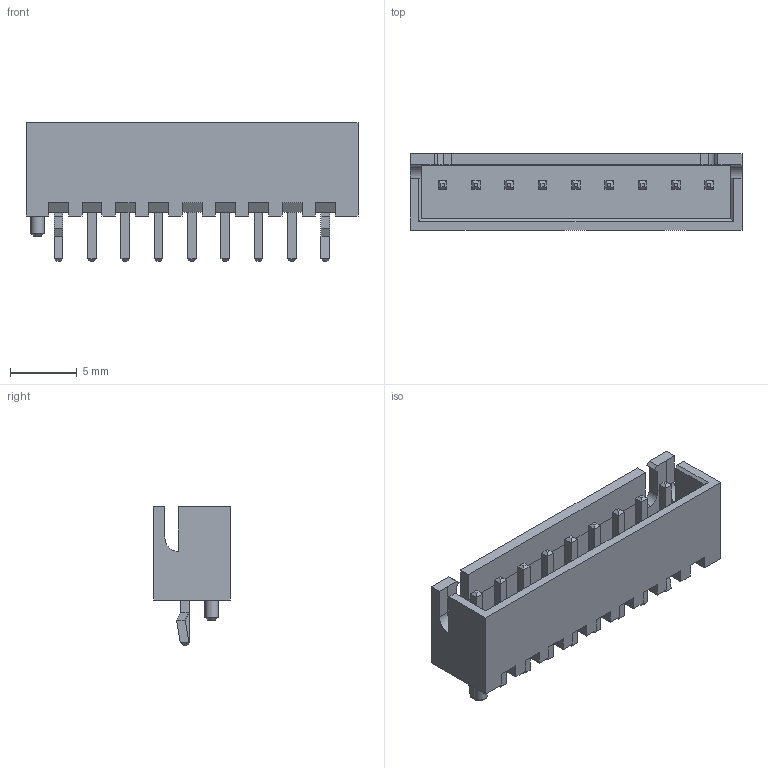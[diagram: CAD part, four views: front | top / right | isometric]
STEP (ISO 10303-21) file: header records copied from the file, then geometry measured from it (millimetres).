
FILE_DESCRIPTION(('FreeCAD Model'),'2;1');
FILE_NAME('JST_XH_B9B_XH_AM_1x09_P2_50mm_Vertical_cp.step','2020-08-28T14:27:58',( 'kicad StepUp'),('ksu MCAD'),'Open CASCADE STEP processor 7.3', 'FreeCAD','Unknown');
FILE_SCHEMA(('AUTOMOTIVE_DESIGN { 1 0 10303 214 1 1 1 1 }'));
Length unit declared in the file: millimetre
Products named in the file (1): JST_XH_B9B_XH_AM_1x09_P2_50mm_Vertical_cp
Bounding box: 24.9 x 5.75 x 10.4 mm (x, y, z)
Volume: 497.8 mm3; surface area: 1259.8 mm2
Topology: 10 solids, 10 shells, 245 faces, 577 edges, 353 vertices
Faces by surface type: plane 239, cylinder 5, cone 1
Full cylindrical faces by diameter (mm): 1 x1
Entity records: 8472 total; most frequent: CARTESIAN_POINT 1176, ORIENTED_EDGE 1154, DIRECTION 1080, EDGE_CURVE 577, LINE 566, VECTOR 566, VERTEX_POINT 353, AXIS2_PLACEMENT_3D 257
